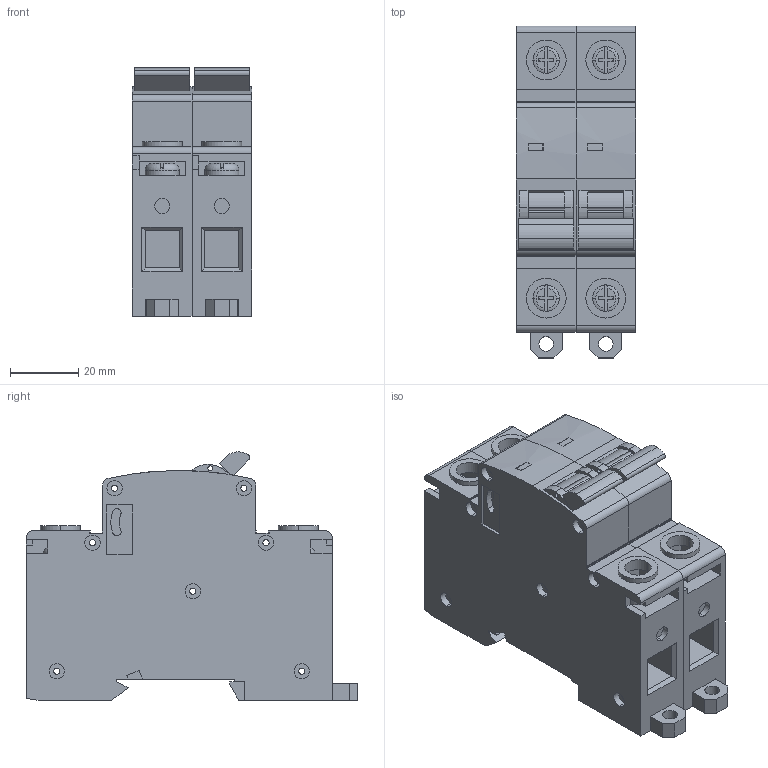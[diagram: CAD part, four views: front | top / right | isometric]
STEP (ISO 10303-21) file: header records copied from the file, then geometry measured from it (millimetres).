
FILE_DESCRIPTION (( 'STEP AP203' ), '1' );
FILE_NAME ('Âûêëþ÷àòåëü íàãðóçêè AVN 2P 100(125)A EKF AVERES (avn-2-100(125)-av).STEP', '2022-06-07T08:33:11', ( '' ), ( '' ), 'SwSTEP 2.0', 'SolidWorks 2021', '' );
FILE_SCHEMA (( 'CONFIG_CONTROL_DESIGN' ));
Length unit declared in the file: millimetre
Products named in the file (1): Âûêëþ÷àòåëü íàãðóçêè AVN 2P 100(125)A EKF AVERES (avn-2-100(125)-av)
Bounding box: 35 x 97.5 x 73 mm (x, y, z)
Volume: 162113.1 mm3; surface area: 42960.6 mm2
Topology: 2 solids, 2 shells, 548 faces, 1428 edges, 936 vertices
Faces by surface type: plane 370, cylinder 170, torus 8
Entity records: 17071 total; most frequent: CARTESIAN_POINT 3097, DIRECTION 2890, ORIENTED_EDGE 2856, EDGE_CURVE 1428, VECTOR 1016, LINE 1016, AXIS2_PLACEMENT_3D 937, VERTEX_POINT 936
